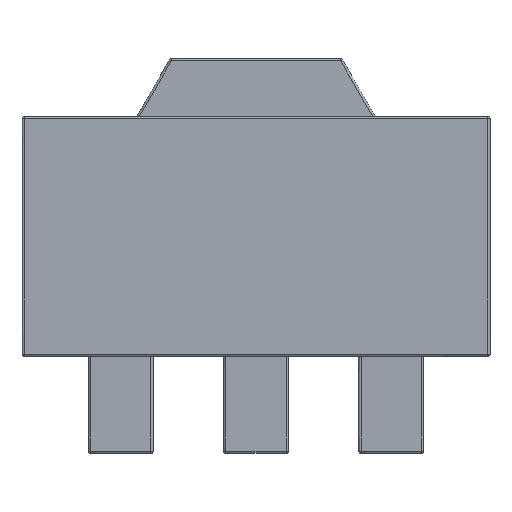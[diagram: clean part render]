
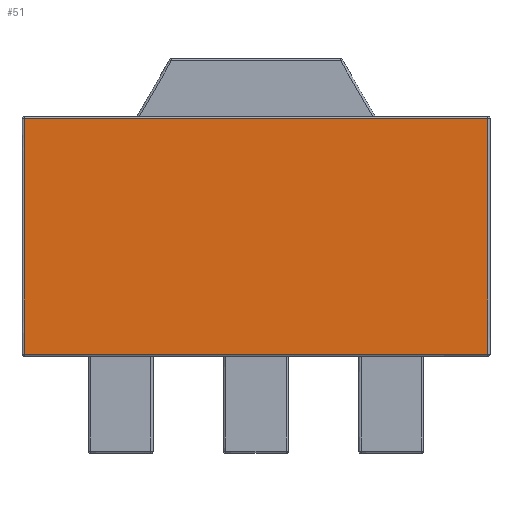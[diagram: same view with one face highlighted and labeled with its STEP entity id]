
A CAD part, top view. The second image highlights one B-rep face of the part: STEP entity #51.
In plain terms, the highlighted free-form (B-spline) face has degree [1, 1] with [2, 2] control points.
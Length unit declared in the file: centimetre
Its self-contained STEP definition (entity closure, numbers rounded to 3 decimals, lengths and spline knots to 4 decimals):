
#51=ADVANCED_FACE('',(#149),#1081,.T.);
#149=FACE_OUTER_BOUND('',#247,.T.);
#247=EDGE_LOOP('',(#405,#406,#407,#408));
#405=ORIENTED_EDGE('',*,*,#756,.F.);
#406=ORIENTED_EDGE('',*,*,#754,.F.);
#407=ORIENTED_EDGE('',*,*,#755,.F.);
#408=ORIENTED_EDGE('',*,*,#753,.F.);
#753=EDGE_CURVE('',#929,#930,#1143,.T.);
#754=EDGE_CURVE('',#931,#932,#1144,.T.);
#755=EDGE_CURVE('',#930,#931,#1145,.T.);
#756=EDGE_CURVE('',#932,#929,#1146,.T.);
#929=VERTEX_POINT('',#2175);
#930=VERTEX_POINT('',#2176);
#931=VERTEX_POINT('',#2177);
#932=VERTEX_POINT('',#2178);
#1081=B_SPLINE_SURFACE_WITH_KNOTS('',1,1,((#1887,#1888),(#1889,#1890)),.UNSPECIFIED.,
.F.,.F.,.F.,(2,2),(2,2),(0.2,43.465),(0.2,22.165),
.UNSPECIFIED.);
#1143=(
BOUNDED_CURVE()
B_SPLINE_CURVE(3,(#1743,#1744,#1745,#1746),.UNSPECIFIED.,.F.,.F.)
B_SPLINE_CURVE_WITH_KNOTS((4,4),(0.2,22.165),.UNSPECIFIED.)
CURVE()
GEOMETRIC_REPRESENTATION_ITEM()
RATIONAL_B_SPLINE_CURVE((1.,1.,1.,1.))
REPRESENTATION_ITEM('')
);
#1144=(
BOUNDED_CURVE()
B_SPLINE_CURVE(3,(#1747,#1748,#1749,#1750),.UNSPECIFIED.,.F.,.F.)
B_SPLINE_CURVE_WITH_KNOTS((4,4),(0.2,22.165),.UNSPECIFIED.)
CURVE()
GEOMETRIC_REPRESENTATION_ITEM()
RATIONAL_B_SPLINE_CURVE((1.,1.,1.,1.))
REPRESENTATION_ITEM('')
);
#1145=(
BOUNDED_CURVE()
B_SPLINE_CURVE(3,(#1751,#1752,#1753,#1754),.UNSPECIFIED.,.F.,.F.)
B_SPLINE_CURVE_WITH_KNOTS((4,4),(0.2,43.465),.UNSPECIFIED.)
CURVE()
GEOMETRIC_REPRESENTATION_ITEM()
RATIONAL_B_SPLINE_CURVE((1.,1.,1.,1.))
REPRESENTATION_ITEM('')
);
#1146=(
BOUNDED_CURVE()
B_SPLINE_CURVE(3,(#1755,#1756,#1757,#1758),.UNSPECIFIED.,.F.,.F.)
B_SPLINE_CURVE_WITH_KNOTS((4,4),(0.2,43.465),.UNSPECIFIED.)
CURVE()
GEOMETRIC_REPRESENTATION_ITEM()
RATIONAL_B_SPLINE_CURVE((1.,1.,1.,1.))
REPRESENTATION_ITEM('')
);
#1743=CARTESIAN_POINT('',(45.4169,42.5228,7.7536));
#1744=CARTESIAN_POINT('',(45.4169,49.8445,7.7536));
#1745=CARTESIAN_POINT('',(45.4169,57.1661,7.7536));
#1746=CARTESIAN_POINT('',(45.4169,64.4878,7.7536));
#1747=CARTESIAN_POINT('',(88.6819,64.4878,7.7536));
#1748=CARTESIAN_POINT('',(88.6819,57.1661,7.7536));
#1749=CARTESIAN_POINT('',(88.6819,49.8445,7.7536));
#1750=CARTESIAN_POINT('',(88.6819,42.5228,7.7536));
#1751=CARTESIAN_POINT('',(45.4169,64.4878,7.7536));
#1752=CARTESIAN_POINT('',(59.8386,64.4878,7.7536));
#1753=CARTESIAN_POINT('',(74.2602,64.4878,7.7536));
#1754=CARTESIAN_POINT('',(88.6819,64.4878,7.7536));
#1755=CARTESIAN_POINT('',(88.6819,42.5228,7.7536));
#1756=CARTESIAN_POINT('',(74.2602,42.5228,7.7536));
#1757=CARTESIAN_POINT('',(59.8386,42.5228,7.7536));
#1758=CARTESIAN_POINT('',(45.4169,42.5228,7.7536));
#1887=CARTESIAN_POINT('',(45.4169,42.5228,7.7536));
#1888=CARTESIAN_POINT('',(45.4169,64.4878,7.7536));
#1889=CARTESIAN_POINT('',(88.6819,42.5228,7.7536));
#1890=CARTESIAN_POINT('',(88.6819,64.4878,7.7536));
#2175=CARTESIAN_POINT('',(45.4169,42.5228,7.7536));
#2176=CARTESIAN_POINT('',(45.4169,64.4878,7.7536));
#2177=CARTESIAN_POINT('',(88.6819,64.4878,7.7536));
#2178=CARTESIAN_POINT('',(88.6819,42.5228,7.7536));
